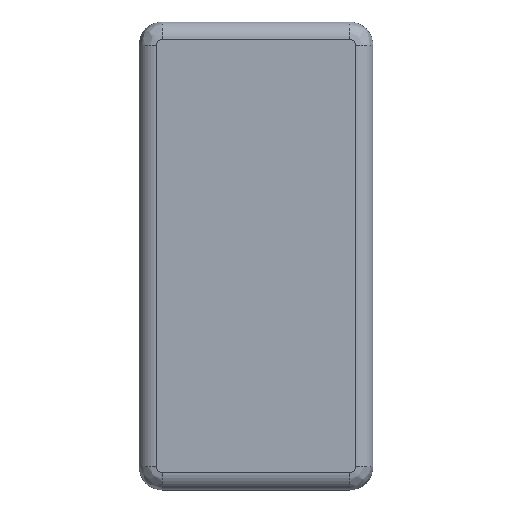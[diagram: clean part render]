
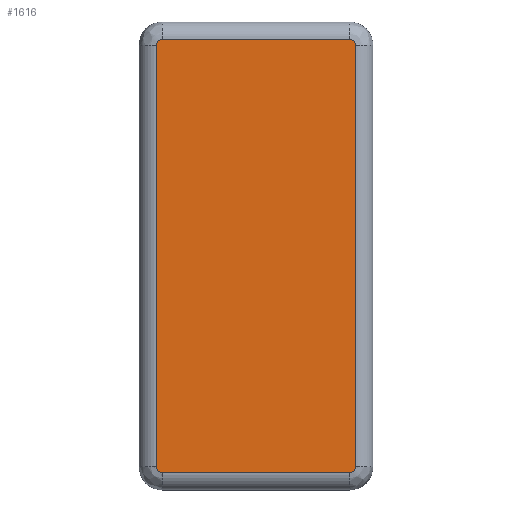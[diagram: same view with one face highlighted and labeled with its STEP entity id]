
A CAD part, top view. The second image highlights one B-rep face of the part: STEP entity #1616.
In plain terms, the highlighted planar face has unit normal (0, 0, 1).
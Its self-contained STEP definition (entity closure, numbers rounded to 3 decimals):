
#87=CIRCLE('',#1775,1.);
#88=CIRCLE('',#1776,1.);
#89=CIRCLE('',#1777,1.);
#90=CIRCLE('',#1778,1.);
#180=FACE_OUTER_BOUND('',#272,.T.);
#272=EDGE_LOOP('',(#1349,#1350,#1351,#1352,#1353,#1354,#1355,#1356));
#456=LINE('',#2834,#602);
#457=LINE('',#2838,#603);
#458=LINE('',#2842,#604);
#459=LINE('',#2845,#605);
#602=VECTOR('',#2153,1000.);
#603=VECTOR('',#2156,1000.);
#604=VECTOR('',#2159,1000.);
#605=VECTOR('',#2162,1000.);
#767=VERTEX_POINT('',#2830);
#768=VERTEX_POINT('',#2831);
#769=VERTEX_POINT('',#2833);
#770=VERTEX_POINT('',#2835);
#771=VERTEX_POINT('',#2837);
#772=VERTEX_POINT('',#2839);
#773=VERTEX_POINT('',#2841);
#774=VERTEX_POINT('',#2843);
#985=EDGE_CURVE('',#767,#768,#87,.T.);
#986=EDGE_CURVE('',#768,#769,#456,.T.);
#987=EDGE_CURVE('',#769,#770,#88,.T.);
#988=EDGE_CURVE('',#770,#771,#457,.T.);
#989=EDGE_CURVE('',#771,#772,#89,.T.);
#990=EDGE_CURVE('',#772,#773,#458,.T.);
#991=EDGE_CURVE('',#773,#774,#90,.T.);
#992=EDGE_CURVE('',#774,#767,#459,.T.);
#1349=ORIENTED_EDGE('',*,*,#985,.T.);
#1350=ORIENTED_EDGE('',*,*,#986,.T.);
#1351=ORIENTED_EDGE('',*,*,#987,.T.);
#1352=ORIENTED_EDGE('',*,*,#988,.T.);
#1353=ORIENTED_EDGE('',*,*,#989,.T.);
#1354=ORIENTED_EDGE('',*,*,#990,.T.);
#1355=ORIENTED_EDGE('',*,*,#991,.T.);
#1356=ORIENTED_EDGE('',*,*,#992,.T.);
#1541=PLANE('',#1774);
#1616=ADVANCED_FACE('',(#180),#1541,.T.);
#1774=AXIS2_PLACEMENT_3D('',#2829,#2149,#2150);
#1775=AXIS2_PLACEMENT_3D('',#2832,#2151,#2152);
#1776=AXIS2_PLACEMENT_3D('',#2836,#2154,#2155);
#1777=AXIS2_PLACEMENT_3D('',#2840,#2157,#2158);
#1778=AXIS2_PLACEMENT_3D('',#2844,#2160,#2161);
#2149=DIRECTION('center_axis',(0.,0.,
1.));
#2150=DIRECTION('ref_axis',(1.,0.,0.));
#2151=DIRECTION('center_axis',(0.,0.,
1.));
#2152=DIRECTION('ref_axis',(1.,0.,0.));
#2153=DIRECTION('',(1.,0.,0.));
#2154=DIRECTION('center_axis',(0.,0.,
1.));
#2155=DIRECTION('ref_axis',(1.,0.,0.));
#2156=DIRECTION('',(0.,1.,0.));
#2157=DIRECTION('center_axis',(0.,0.,
1.));
#2158=DIRECTION('ref_axis',(1.,0.,0.));
#2159=DIRECTION('',(-1.,0.,0.));
#2160=DIRECTION('center_axis',(0.,0.,
1.));
#2161=DIRECTION('ref_axis',(1.,0.,0.));
#2162=DIRECTION('',(0.,-1.,0.));
#2829=CARTESIAN_POINT('Origin',(-16.,-36.,4.));
#2830=CARTESIAN_POINT('',(-17.,-36.,4.));
#2831=CARTESIAN_POINT('',(-16.,-37.,4.));
#2832=CARTESIAN_POINT('Origin',(-16.,-36.,4.));
#2833=CARTESIAN_POINT('',(16.,-37.,4.));
#2834=CARTESIAN_POINT('',(-16.,-37.,4.));
#2835=CARTESIAN_POINT('',(17.,-36.,4.));
#2836=CARTESIAN_POINT('Origin',(16.,-36.,4.));
#2837=CARTESIAN_POINT('',(17.,36.,4.));
#2838=CARTESIAN_POINT('',(17.,-36.,4.));
#2839=CARTESIAN_POINT('',(16.,37.,4.));
#2840=CARTESIAN_POINT('Origin',(16.,36.,4.));
#2841=CARTESIAN_POINT('',(-16.,37.,4.));
#2842=CARTESIAN_POINT('',(-16.,37.,4.));
#2843=CARTESIAN_POINT('',(-17.,36.,4.));
#2844=CARTESIAN_POINT('Origin',(-16.,36.,4.));
#2845=CARTESIAN_POINT('',(-17.,-36.,4.));
